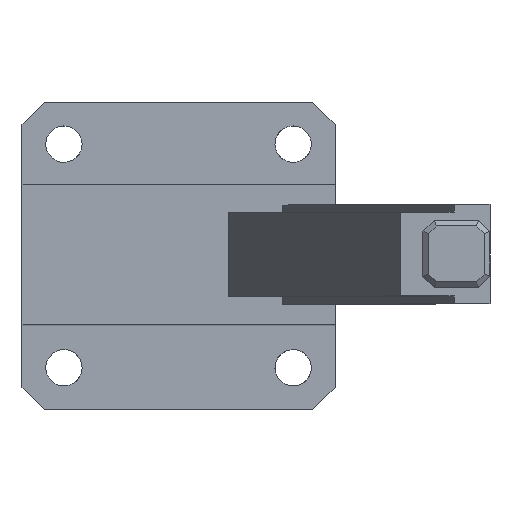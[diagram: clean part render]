
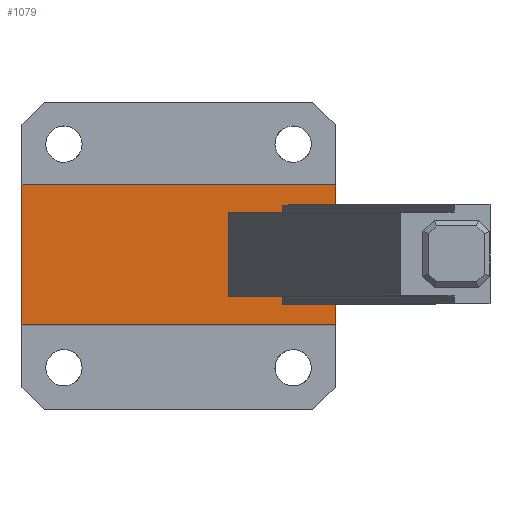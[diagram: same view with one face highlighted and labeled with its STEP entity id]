
A CAD part, top view. The second image highlights one B-rep face of the part: STEP entity #1079.
In plain terms, the highlighted planar face has unit normal (0, 0, 1).
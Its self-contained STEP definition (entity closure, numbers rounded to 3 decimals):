
#1033=AXIS2_PLACEMENT_3D('Plane Axis2P3D',#1030,#1031,#1032) ;
#787=CARTESIAN_POINT('Vertex',(25.001,8.9,0.)) ;
#794=CARTESIAN_POINT('Vertex',(25.001,-8.9,0.)) ;
#797=CARTESIAN_POINT('Line Origine',(25.001,0.,0.)) ;
#816=CARTESIAN_POINT('Line Origine',(21.787,8.9,0.)) ;
#820=CARTESIAN_POINT('Vertex',(18.574,8.9,0.)) ;
#844=CARTESIAN_POINT('Vertex',(18.574,7.5,0.)) ;
#847=CARTESIAN_POINT('Line Origine',(18.574,8.2,0.)) ;
#864=CARTESIAN_POINT('Line Origine',(13.754,7.5,0.)) ;
#868=CARTESIAN_POINT('Vertex',(8.934,7.5,0.)) ;
#892=CARTESIAN_POINT('Vertex',(8.934,-7.5,0.)) ;
#895=CARTESIAN_POINT('Line Origine',(8.934,0.,0.)) ;
#916=CARTESIAN_POINT('Vertex',(18.574,-7.5,0.)) ;
#919=CARTESIAN_POINT('Line Origine',(13.754,-7.5,0.)) ;
#940=CARTESIAN_POINT('Vertex',(18.574,-8.9,0.)) ;
#943=CARTESIAN_POINT('Line Origine',(18.574,-8.2,0.)) ;
#960=CARTESIAN_POINT('Line Origine',(21.787,-8.9,0.)) ;
#1030=CARTESIAN_POINT('Axis2P3D Location',(0.,0.,0.)) ;
#1035=CARTESIAN_POINT('Line Origine',(-28.,0.,0.)) ;
#1039=CARTESIAN_POINT('Vertex',(-28.,12.5,0.)) ;
#1041=CARTESIAN_POINT('Vertex',(-28.,-12.5,0.)) ;
#1044=CARTESIAN_POINT('Line Origine',(0.,-12.5,0.)) ;
#1048=CARTESIAN_POINT('Vertex',(28.,-12.5,0.)) ;
#1051=CARTESIAN_POINT('Line Origine',(28.,0.,0.)) ;
#1055=CARTESIAN_POINT('Vertex',(28.,12.5,0.)) ;
#1058=CARTESIAN_POINT('Line Origine',(0.,12.5,0.)) ;
#798=DIRECTION('Vector Direction',(0.,1.,0.)) ;
#817=DIRECTION('Vector Direction',(-1.,0.,0.)) ;
#848=DIRECTION('Vector Direction',(0.,1.,0.)) ;
#865=DIRECTION('Vector Direction',(-1.,0.,0.)) ;
#896=DIRECTION('Vector Direction',(0.,1.,0.)) ;
#920=DIRECTION('Vector Direction',(-1.,0.,0.)) ;
#944=DIRECTION('Vector Direction',(0.,1.,0.)) ;
#961=DIRECTION('Vector Direction',(-1.,0.,0.)) ;
#1031=DIRECTION('Axis2P3D Direction',(0.,0.,1.)) ;
#1032=DIRECTION('Axis2P3D XDirection',(0.,-1.,0.)) ;
#1036=DIRECTION('Vector Direction',(0.,-1.,0.)) ;
#1045=DIRECTION('Vector Direction',(1.,0.,0.)) ;
#1052=DIRECTION('Vector Direction',(0.,1.,0.)) ;
#1059=DIRECTION('Vector Direction',(1.,0.,0.)) ;
#799=VECTOR('Line Direction',#798,1.) ;
#818=VECTOR('Line Direction',#817,1.) ;
#849=VECTOR('Line Direction',#848,1.) ;
#866=VECTOR('Line Direction',#865,1.) ;
#897=VECTOR('Line Direction',#896,1.) ;
#921=VECTOR('Line Direction',#920,1.) ;
#945=VECTOR('Line Direction',#944,1.) ;
#962=VECTOR('Line Direction',#961,1.) ;
#1037=VECTOR('Line Direction',#1036,1.) ;
#1046=VECTOR('Line Direction',#1045,1.) ;
#1053=VECTOR('Line Direction',#1052,1.) ;
#1060=VECTOR('Line Direction',#1059,1.) ;
#1064=ORIENTED_EDGE('',*,*,#1043,.T.) ;
#1065=ORIENTED_EDGE('',*,*,#1050,.T.) ;
#1066=ORIENTED_EDGE('',*,*,#1057,.T.) ;
#1067=ORIENTED_EDGE('',*,*,#1062,.F.) ;
#1070=ORIENTED_EDGE('',*,*,#947,.T.) ;
#1071=ORIENTED_EDGE('',*,*,#923,.T.) ;
#1072=ORIENTED_EDGE('',*,*,#899,.T.) ;
#1073=ORIENTED_EDGE('',*,*,#870,.F.) ;
#1074=ORIENTED_EDGE('',*,*,#851,.T.) ;
#1075=ORIENTED_EDGE('',*,*,#822,.F.) ;
#1076=ORIENTED_EDGE('',*,*,#801,.F.) ;
#1077=ORIENTED_EDGE('',*,*,#964,.T.) ;
#1078=FACE_BOUND('',#1069,.T.) ;
#1079=ADVANCED_FACE('01_SSS02_\X2\89D2578B30B330A230593063307D3093\X0\',(#1068,#1078),#1034,.T.) ;
#801=EDGE_CURVE('',#795,#788,#800,.T.) ;
#822=EDGE_CURVE('',#788,#821,#819,.T.) ;
#851=EDGE_CURVE('',#845,#821,#850,.T.) ;
#870=EDGE_CURVE('',#845,#869,#867,.T.) ;
#899=EDGE_CURVE('',#893,#869,#898,.T.) ;
#923=EDGE_CURVE('',#917,#893,#922,.T.) ;
#947=EDGE_CURVE('',#941,#917,#946,.T.) ;
#964=EDGE_CURVE('',#795,#941,#963,.T.) ;
#1043=EDGE_CURVE('',#1040,#1042,#1038,.T.) ;
#1050=EDGE_CURVE('',#1042,#1049,#1047,.T.) ;
#1057=EDGE_CURVE('',#1049,#1056,#1054,.T.) ;
#1062=EDGE_CURVE('',#1040,#1056,#1061,.T.) ;
#1063=EDGE_LOOP('',(#1064,#1065,#1066,#1067)) ;
#1069=EDGE_LOOP('',(#1070,#1071,#1072,#1073,#1074,#1075,#1076,#1077)) ;
#1068=FACE_OUTER_BOUND('',#1063,.T.) ;
#800=LINE('Line',#797,#799) ;
#819=LINE('Line',#816,#818) ;
#850=LINE('Line',#847,#849) ;
#867=LINE('Line',#864,#866) ;
#898=LINE('Line',#895,#897) ;
#922=LINE('Line',#919,#921) ;
#946=LINE('Line',#943,#945) ;
#963=LINE('Line',#960,#962) ;
#1038=LINE('Line',#1035,#1037) ;
#1047=LINE('Line',#1044,#1046) ;
#1054=LINE('Line',#1051,#1053) ;
#1061=LINE('Line',#1058,#1060) ;
#1034=PLANE('Plane',#1033) ;
#788=VERTEX_POINT('',#787) ;
#795=VERTEX_POINT('',#794) ;
#821=VERTEX_POINT('',#820) ;
#845=VERTEX_POINT('',#844) ;
#869=VERTEX_POINT('',#868) ;
#893=VERTEX_POINT('',#892) ;
#917=VERTEX_POINT('',#916) ;
#941=VERTEX_POINT('',#940) ;
#1040=VERTEX_POINT('',#1039) ;
#1042=VERTEX_POINT('',#1041) ;
#1049=VERTEX_POINT('',#1048) ;
#1056=VERTEX_POINT('',#1055) ;
